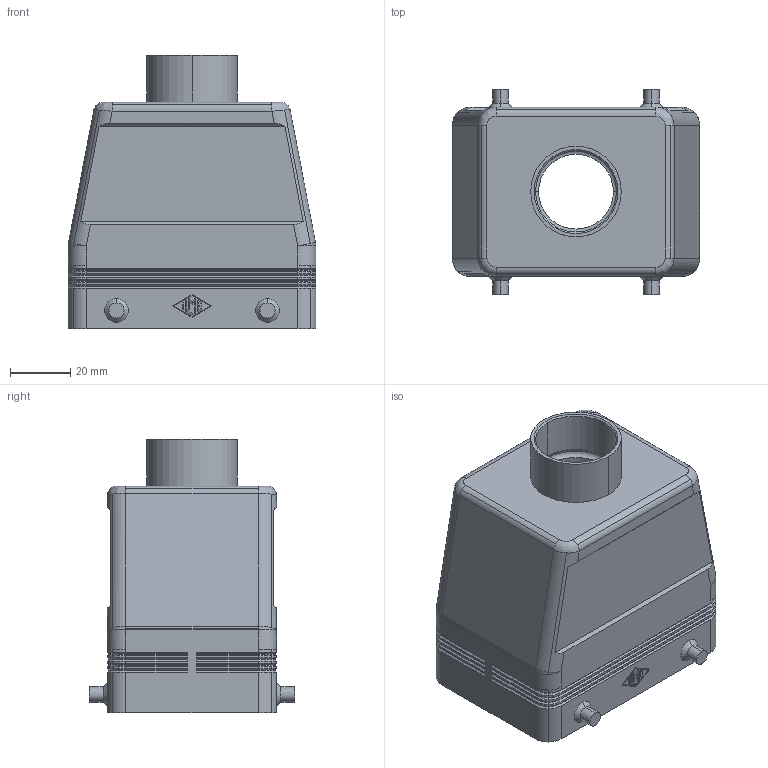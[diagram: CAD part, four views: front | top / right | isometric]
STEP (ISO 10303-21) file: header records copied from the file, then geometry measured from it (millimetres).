
FILE_DESCRIPTION((''),'2;1');
FILE_NAME('CAV 50.29.stp','2006-12-13T08:37:43',('gembarski'),(''),'Autodesk Inventor 7','Autodesk Inventor 7','');
FILE_SCHEMA(('AUTOMOTIVE_DESIGN { 1 0 10303 214 1 1 1 1 }'));
Length unit declared in the file: millimetre
Products named in the file (1): CAV 50.29
Bounding box: 82 x 68 x 90.5 mm (x, y, z)
Volume: 82798.8 mm3; surface area: 49690.2 mm2
Topology: 1 solids, 1 shells, 457 faces, 1072 edges, 647 vertices
Faces by surface type: plane 171, cylinder 132, bspline 76, cone 70, torus 4, sphere 4
Entity records: 13550 total; most frequent: CARTESIAN_POINT 3045, DIRECTION 2233, ORIENTED_EDGE 2144, EDGE_CURVE 1072, AXIS2_PLACEMENT_3D 779, VECTOR 675, LINE 675, VERTEX_POINT 647
